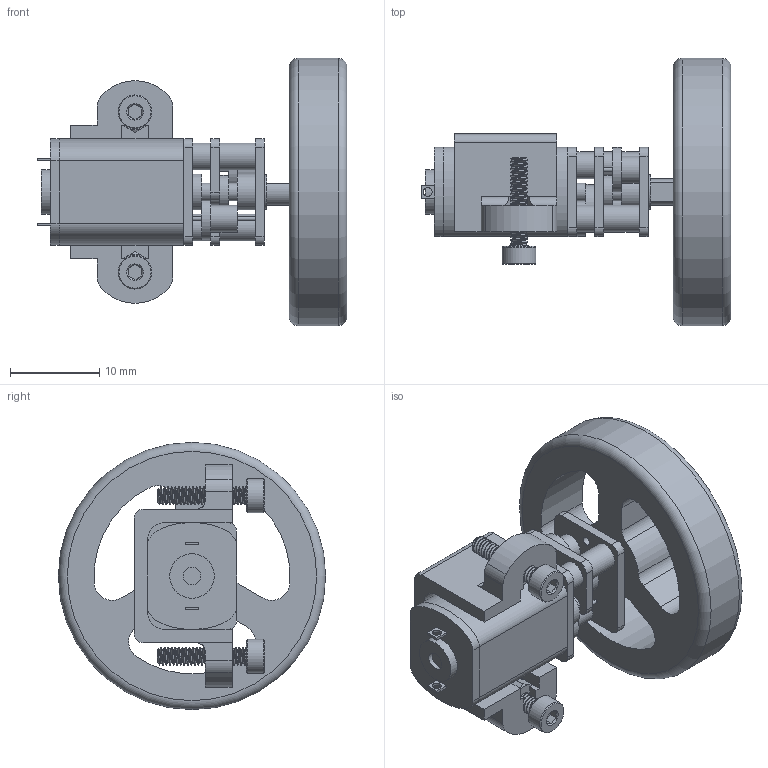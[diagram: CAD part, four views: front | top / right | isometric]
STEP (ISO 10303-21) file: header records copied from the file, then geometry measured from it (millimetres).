
FILE_DESCRIPTION(/* description */ (''),/* implementation_level */ '2;1');
FILE_NAME(/* name */ 'N20 motor system.step',/* time_stamp */ '2023-06-21T19:06:16+05:30',/* author */ (''),/* organization */ (''),/* preprocessor_version */ 'ST-DEVELOPER v19.2',/* originating_system */ 'Autodesk Translation Framework v12.6.0.85',/* authorisation */ '');
FILE_SCHEMA (('AUTOMOTIVE_DESIGN { 1 0 10303 214 3 1 1 }'));
Length unit declared in the file: millimetre
Products named in the file (8): N20 motor system; n20 motor with color; n20 motor shaft; n20 stock wheel; N20 support; Nut-Bolts; M2; M2x10mm
Assembly tree (9 placements, depth 3):
  N20 motor system
    n20 motor with color
    n20 motor shaft
    n20 stock wheel
    N20 support
    Nut-Bolts
      M2  x2
      M2x10mm  x2
Bounding box: 34.8 x 30 x 30 mm (x, y, z)
Volume: 6133.7 mm3; surface area: 6076.7 mm2
Topology: 23 solids, 23 shells, 458 faces, 1156 edges, 757 vertices
Faces by surface type: cylinder 215, plane 187, cone 40, bspline 12, torus 4
Full cylindrical faces by diameter (mm): 0.4 x4, 1 x4, 1.48 x52, 2 x58, 2.2 x2, 3 x6, 3.071 x1, 3.708 x1, 3.8 x2, 3.9 x1, 4 x2, 4.708 x1, 5 x2, 30 x1
Entity records: 14875 total; most frequent: CARTESIAN_POINT 6396, ORIENTED_EDGE 1724, DIRECTION 1629, EDGE_CURVE 862, AXIS2_PLACEMENT_3D 582, VERTEX_POINT 567, LINE 465, VECTOR 465
